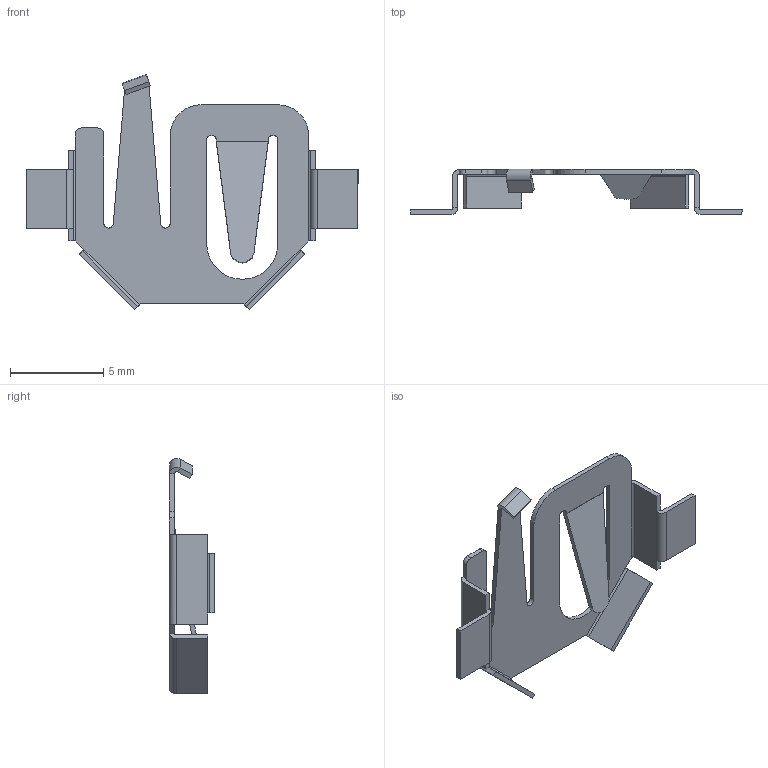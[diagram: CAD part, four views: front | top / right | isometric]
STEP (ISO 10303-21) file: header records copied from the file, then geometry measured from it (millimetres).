
FILE_DESCRIPTION (( 'STEP AP214' ), '1' );
FILE_NAME ('BK-940.STEP', '2021-05-04T18:01:23', ( '' ), ( '' ), 'SwSTEP 2.0', 'SolidWorks 2017', '' );
FILE_SCHEMA (( 'AUTOMOTIVE_DESIGN' ));
Length unit declared in the file: inch
Products named in the file (1): BK-940
Bounding box: 17.78 x 2.41 x 12.6 mm (x, y, z)
Volume: 38.3 mm3; surface area: 335.3 mm2
Topology: 1 solids, 1 shells, 111 faces, 286 edges, 178 vertices
Faces by surface type: plane 79, cylinder 30, bspline 2
Entity records: 3406 total; most frequent: CARTESIAN_POINT 648, ORIENTED_EDGE 572, DIRECTION 554, EDGE_CURVE 286, VECTOR 226, LINE 226, VERTEX_POINT 178, AXIS2_PLACEMENT_3D 164
